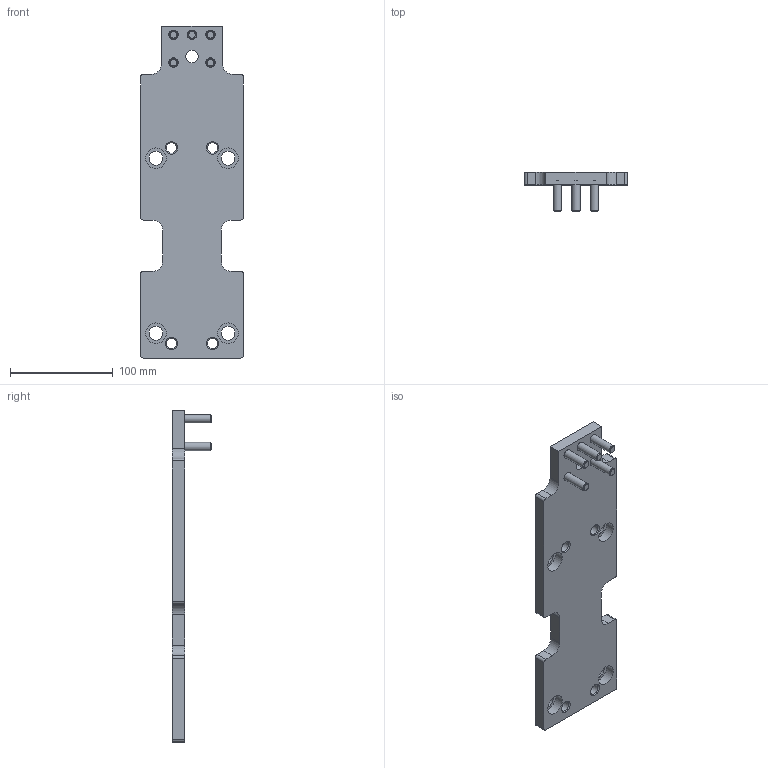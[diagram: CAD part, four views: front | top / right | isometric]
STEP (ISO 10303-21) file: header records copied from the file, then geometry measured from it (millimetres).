
FILE_DESCRIPTION(/* description */ ('STEP AP214'),/* implementation_level */ '2;1');
FILE_NAME(/* name */ '2349287_DAMF-80-FKP',/* time_stamp */ '2024-08-13T14:48:26+02:00',/* author */ ('License CC BY-ND 4.0'),/* organization */ ('CADENAS'),/* preprocessor_version */ 'ST-DEVELOPER v19.3',/* originating_system */ 'PARTsolutions',/* authorisation */ ' ');
FILE_SCHEMA (('AUTOMOTIVE_DESIGN {1 0 10303 214 3 1 1}'));
Length unit declared in the file: millimetre
Products named in the file (3): 2349287 DAMF-80-FKP; 2349287 DAMF-80-FKP_p; DIN-912 - M8x30(F)
Assembly tree (6 placements, depth 2):
  2349287 DAMF-80-FKP
    2349287 DAMF-80-FKP_p
    DIN-912 - M8x30(F)  x5
Bounding box: 100 x 38.2 x 322.4 mm (x, y, z)
Volume: 324655.1 mm3; surface area: 78727.2 mm2
Topology: 6 solids, 6 shells, 212 faces, 440 edges, 254 vertices
Faces by surface type: plane 102, cone 63, cylinder 47
Full cylindrical faces by diameter (mm): 8 x5, 9 x5, 10.106 x4, 12 x1, 13 x5, 13.5 x4, 15 x5, 20 x4
Entity records: 2790 total; most frequent: DIRECTION 498, CARTESIAN_POINT 464, ORIENTED_EDGE 376, AXIS2_PLACEMENT_3D 209, EDGE_CURVE 188, FACE_BOUND 177, EDGE_LOOP 176, VERTEX_POINT 141
